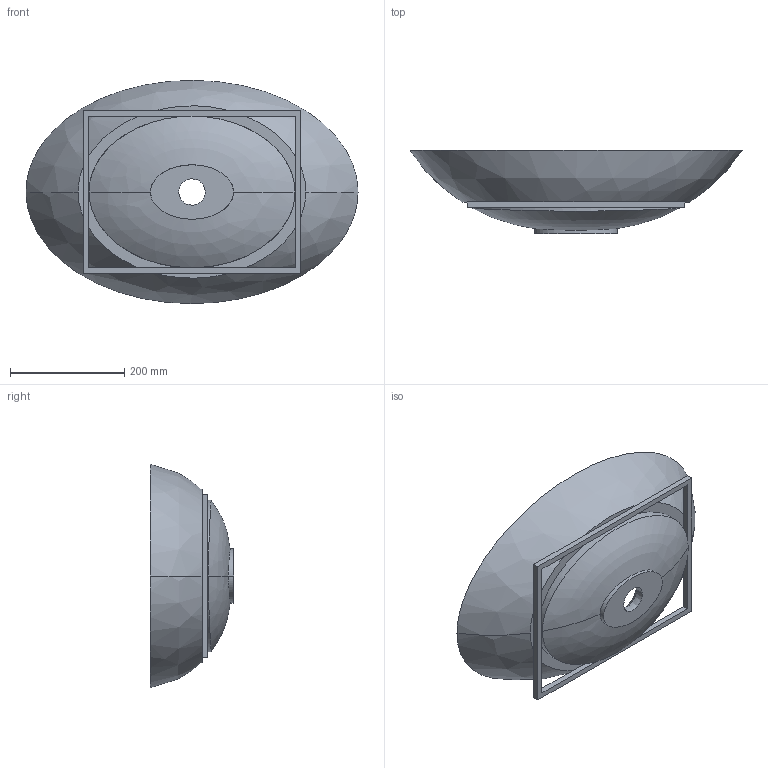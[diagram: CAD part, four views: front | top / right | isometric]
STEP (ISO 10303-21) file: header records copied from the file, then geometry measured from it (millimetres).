
FILE_DESCRIPTION (( 'STEP AP203' ), '1' );
FILE_NAME ('D883-1.STEP', '2018-04-16T10:59:05', ( '' ), ( '' ), 'SwSTEP 2.0', 'SolidWorks 2017', '' );
FILE_SCHEMA (( 'CONFIG_CONTROL_DESIGN' ));
Length unit declared in the file: millimetre
Products named in the file (1): D883-1
Bounding box: 580 x 145 x 389.99 mm (x, y, z)
Volume: 4444429.1 mm3; surface area: 554653.1 mm2
Topology: 2 solids, 2 shells, 27 faces, 58 edges, 36 vertices
Faces by surface type: bspline 14, plane 13
Entity records: 3695 total; most frequent: CARTESIAN_POINT 3136, ORIENTED_EDGE 116, EDGE_CURVE 58, DIRECTION 52, VERTEX_POINT 36, B_SPLINE_CURVE_WITH_KNOTS 34, EDGE_LOOP 32, ADVANCED_FACE 27
